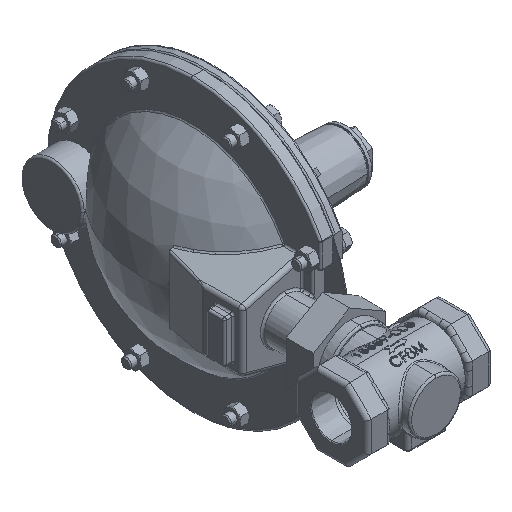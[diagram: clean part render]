
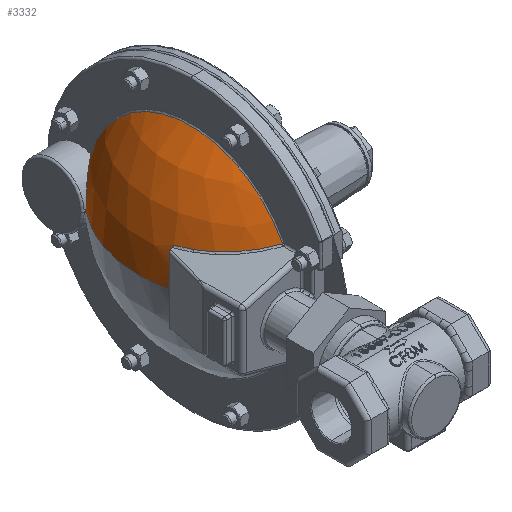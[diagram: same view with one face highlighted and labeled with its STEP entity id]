
A CAD part, isometric view. The second image highlights one B-rep face of the part: STEP entity #3332.
In plain terms, the highlighted spherical face has radius 101.6 mm.
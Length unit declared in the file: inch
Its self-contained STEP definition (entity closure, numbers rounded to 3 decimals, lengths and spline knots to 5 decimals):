
#521 = DIRECTION ( 'NONE',  ( 0.966, 0., 0.259 ) ) ;
#884 = CARTESIAN_POINT ( 'NONE',  ( 0.6496, 8.16868, 3.74213 ) ) ;
#1164 = CARTESIAN_POINT ( 'NONE',  ( 4.40259, 9.01368, 2.64622 ) ) ;
#1768 = VERTEX_POINT ( 'NONE', #32718 ) ;
#2922 = CARTESIAN_POINT ( 'NONE',  ( 1.59776, 11.79212, 3.29142 ) ) ;
#3014 = CARTESIAN_POINT ( 'NONE',  ( 1.3019, 11.54068, 2.64622 ) ) ;
#3081 = CARTESIAN_POINT ( 'NONE',  ( 1.32381, 11.56015, 2.83954 ) ) ;
#3332 = ADVANCED_FACE ( 'NONE', ( #16325 ), #31443, .T. ) ;
#3474 = VERTEX_POINT ( 'NONE', #3014 ) ;
#4883 = DIRECTION ( 'NONE',  ( 1., 0., 0. ) ) ;
#6148 = AXIS2_PLACEMENT_3D ( 'NONE', #41875, #19559, #45638 ) ;
#6648 = CARTESIAN_POINT ( 'NONE',  ( 1.51291, 11.72249, 3.20559 ) ) ;
#6806 = CARTESIAN_POINT ( 'NONE',  ( 1.30888, 11.54689, 2.75827 ) ) ;
#7140 = CARTESIAN_POINT ( 'NONE',  ( 4.40259, 9.01368, 2.64622 ) ) ;
#9316 = CARTESIAN_POINT ( 'NONE',  ( 2.00653, 9.01368, 2.64622 ) ) ;
#9781 = EDGE_CURVE ( 'NONE', #33162, #27227, #18058, .T. ) ;
#10215 = AXIS2_PLACEMENT_3D ( 'NONE', #7140, #33131, #10864 ) ;
#10219 = CARTESIAN_POINT ( 'NONE',  ( 1.91709, 12.03601, 3.4831 ) ) ;
#10381 = CARTESIAN_POINT ( 'NONE',  ( 1.46635, 11.68347, 3.14769 ) ) ;
#10566 = CARTESIAN_POINT ( 'NONE',  ( 1.30365, 11.54224, 2.70243 ) ) ;
#10864 = DIRECTION ( 'NONE',  ( 0., 1., 0. ) ) ;
#11141 = DIRECTION ( 'NONE',  ( 0., 1., 0. ) ) ;
#11285 = CARTESIAN_POINT ( 'NONE',  ( 4.40259, 9.01368, 2.64622 ) ) ;
#11519 = AXIS2_PLACEMENT_3D ( 'NONE', #11285, #12137, #11141 ) ;
#11582 = ORIENTED_EDGE ( 'NONE', *, *, #28936, .F. ) ;
#12137 = DIRECTION ( 'NONE',  ( 0., 0., -1. ) ) ;
#13035 = DIRECTION ( 'NONE',  ( 0., 0., -1. ) ) ;
#13742 = CIRCLE ( 'NONE', #22050, 4. ) ;
#14113 = CARTESIAN_POINT ( 'NONE',  ( 1.41007, 11.63556, 3.06295 ) ) ;
#14271 = CARTESIAN_POINT ( 'NONE',  ( 1.3019, 11.54068, 2.66022 ) ) ;
#14653 = DIRECTION ( 'NONE',  ( 0., -1., 0. ) ) ;
#16325 = FACE_OUTER_BOUND ( 'NONE', #43206, .T. ) ;
#16328 = B_SPLINE_CURVE_WITH_KNOTS ( 'NONE', 3,
 ( #36228, #10219, #17695, #43779, #21455, #47513, #25198, #2922, #28893, #6648, #32663, #10381, #36379, #14113, #40144, #17843, #43932, #21634, #47682, #25358, #3081, #29072, #6806, #32815, #10566, #36544, #14271, #40306 ),
 .UNSPECIFIED., .F., .F.,
 ( 4, 2, 2, 2, 2, 2, 2, 2, 2, 2, 2, 2, 2, 4 ),
 ( 0., 0.00847, 0.01059, 0.01271, 0.01694, 0.01906, 0.02118, 0.02541, 0.02647, 0.02753, 0.02965, 0.03176, 0.03282, 0.03388 ),
 .UNSPECIFIED. ) ;
#17262 = AXIS2_PLACEMENT_3D ( 'NONE', #9316, #35303, #13035 ) ;
#17695 = CARTESIAN_POINT ( 'NONE',  ( 1.832, 11.97392, 3.4471 ) ) ;
#17843 = CARTESIAN_POINT ( 'NONE',  ( 1.36058, 11.59251, 2.95602 ) ) ;
#18058 = CIRCLE ( 'NONE', #17262, 3.20295 ) ;
#18424 = CIRCLE ( 'NONE', #42939, 3.44666 ) ;
#18781 = CARTESIAN_POINT ( 'NONE',  ( 2.00653, 12.09765, 3.51111 ) ) ;
#19327 = CARTESIAN_POINT ( 'NONE',  ( 2.00653, 6.16258, 4.10572 ) ) ;
#19559 = DIRECTION ( 'NONE',  ( 0., -1., 0. ) ) ;
#21455 = CARTESIAN_POINT ( 'NONE',  ( 1.71189, 11.88218, 3.37604 ) ) ;
#21634 = CARTESIAN_POINT ( 'NONE',  ( 1.34668, 11.58032, 2.91813 ) ) ;
#22050 = AXIS2_PLACEMENT_3D ( 'NONE', #1164, #27157, #4883 ) ;
#22308 = EDGE_CURVE ( 'NONE', #37641, #1768, #40230, .T. ) ;
#22805 = DIRECTION ( 'NONE',  ( -0.259, 0., 0.966 ) ) ;
#23828 = CARTESIAN_POINT ( 'NONE',  ( 0.40259, 9.01368, 2.64622 ) ) ;
#25198 = CARTESIAN_POINT ( 'NONE',  ( 1.65383, 11.83675, 3.33566 ) ) ;
#25358 = CARTESIAN_POINT ( 'NONE',  ( 1.33049, 11.56606, 2.86604 ) ) ;
#26165 = VERTEX_POINT ( 'NONE', #23828 ) ;
#26928 = EDGE_CURVE ( 'NONE', #27227, #3474, #16328, .T. ) ;
#27157 = DIRECTION ( 'NONE',  ( 0., 0., 1. ) ) ;
#27227 = VERTEX_POINT ( 'NONE', #18781 ) ;
#28893 = CARTESIAN_POINT ( 'NONE',  ( 1.56245, 11.76342, 3.25909 ) ) ;
#28936 = EDGE_CURVE ( 'NONE', #37923, #37641, #30854, .T. ) ;
#29072 = CARTESIAN_POINT ( 'NONE',  ( 1.31301, 11.55056, 2.78565 ) ) ;
#29599 = EDGE_CURVE ( 'NONE', #1768, #26165, #31422, .T. ) ;
#30854 = CIRCLE ( 'NONE', #6148, 3.90973 ) ;
#31422 = CIRCLE ( 'NONE', #10215, 4. ) ;
#31443 = SPHERICAL_SURFACE ( 'NONE', #11519, 4. ) ;
#32477 = ORIENTED_EDGE ( 'NONE', *, *, #22308, .F. ) ;
#32663 = CARTESIAN_POINT ( 'NONE',  ( 1.49698, 11.7092, 3.18691 ) ) ;
#32718 = CARTESIAN_POINT ( 'NONE',  ( 0.49286, 8.16868, 2.64622 ) ) ;
#32815 = CARTESIAN_POINT ( 'NONE',  ( 1.30471, 11.54318, 2.71651 ) ) ;
#33131 = DIRECTION ( 'NONE',  ( 0., 0., -1. ) ) ;
#33162 = VERTEX_POINT ( 'NONE', #19327 ) ;
#35282 = AXIS2_PLACEMENT_3D ( 'NONE', #36920, #14653, #40691 ) ;
#35303 = DIRECTION ( 'NONE',  ( -1., 0., 0. ) ) ;
#36228 = CARTESIAN_POINT ( 'NONE',  ( 2.00653, 12.09765, 3.51111 ) ) ;
#36379 = CARTESIAN_POINT ( 'NONE',  ( 1.45159, 11.67097, 3.12703 ) ) ;
#36544 = CARTESIAN_POINT ( 'NONE',  ( 1.30225, 11.54098, 2.67426 ) ) ;
#36659 = ORIENTED_EDGE ( 'NONE', *, *, #46744, .T. ) ;
#36920 = CARTESIAN_POINT ( 'NONE',  ( 4.40259, 8.16868, 2.64622 ) ) ;
#37641 = VERTEX_POINT ( 'NONE', #47922 ) ;
#37923 = VERTEX_POINT ( 'NONE', #884 ) ;
#40144 = CARTESIAN_POINT ( 'NONE',  ( 1.38587, 11.6146, 3.01732 ) ) ;
#40230 = CIRCLE ( 'NONE', #35282, 3.90973 ) ;
#40306 = CARTESIAN_POINT ( 'NONE',  ( 1.3019, 11.54068, 2.64622 ) ) ;
#40691 = DIRECTION ( 'NONE',  ( 0., 0., -1. ) ) ;
#41579 = ORIENTED_EDGE ( 'NONE', *, *, #26928, .T. ) ;
#41875 = CARTESIAN_POINT ( 'NONE',  ( 4.40259, 8.16868, 2.64622 ) ) ;
#42939 = AXIS2_PLACEMENT_3D ( 'NONE', #45106, #22805, #521 ) ;
#43206 = EDGE_LOOP ( 'NONE', ( #43989, #32477, #11582, #36659, #43812, #41579, #44626 ) ) ;
#43779 = CARTESIAN_POINT ( 'NONE',  ( 1.73166, 11.89742, 3.38846 ) ) ;
#43812 = ORIENTED_EDGE ( 'NONE', *, *, #9781, .T. ) ;
#43932 = CARTESIAN_POINT ( 'NONE',  ( 1.35577, 11.5883, 2.94354 ) ) ;
#43989 = ORIENTED_EDGE ( 'NONE', *, *, #29599, .F. ) ;
#44626 = ORIENTED_EDGE ( 'NONE', *, *, #46844, .T. ) ;
#45106 = CARTESIAN_POINT ( 'NONE',  ( 3.87721, 9.01368, 4.60697 ) ) ;
#45638 = DIRECTION ( 'NONE',  ( 0., 0., -1. ) ) ;
#46744 = EDGE_CURVE ( 'NONE', #37923, #33162, #18424, .T. ) ;
#46844 = EDGE_CURVE ( 'NONE', #3474, #26165, #13742, .T. ) ;
#47513 = CARTESIAN_POINT ( 'NONE',  ( 1.67301, 11.85187, 3.34966 ) ) ;
#47682 = CARTESIAN_POINT ( 'NONE',  ( 1.34239, 11.57655, 2.90516 ) ) ;
#47922 = CARTESIAN_POINT ( 'NONE',  ( 0.5388, 8.16868, 3.24382 ) ) ;
